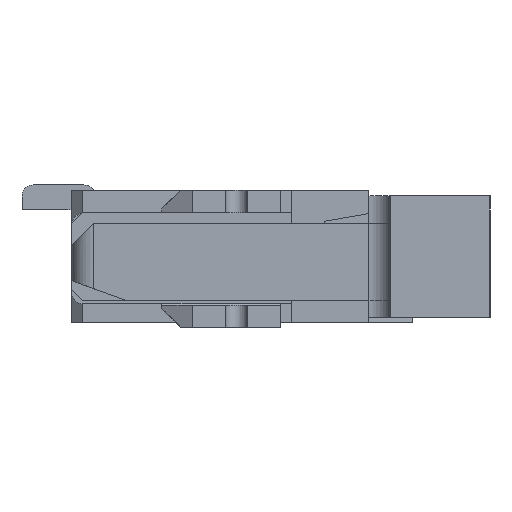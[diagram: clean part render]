
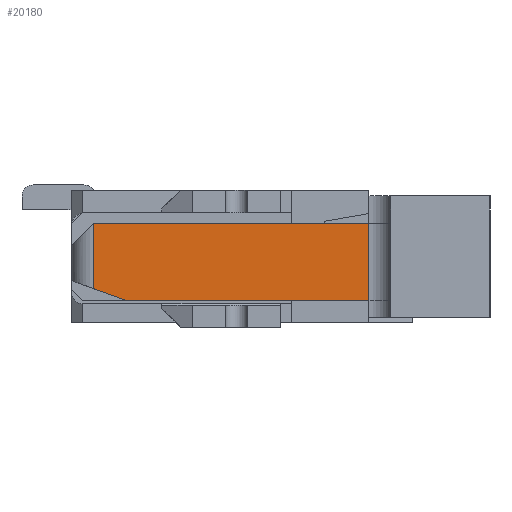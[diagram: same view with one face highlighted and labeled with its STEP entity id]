
A CAD part, left-side view. The second image highlights one B-rep face of the part: STEP entity #20180.
In plain terms, the highlighted planar face has unit normal (-1, 0, 0).
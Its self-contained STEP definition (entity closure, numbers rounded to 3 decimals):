
#5859=ORIENTED_EDGE('',*,*,#9210,.F.);
#5860=ORIENTED_EDGE('',*,*,#9220,.T.);
#5861=ORIENTED_EDGE('',*,*,#9221,.T.);
#5862=ORIENTED_EDGE('',*,*,#9219,.T.);
#5863=ORIENTED_EDGE('',*,*,#9222,.T.);
#9210=EDGE_CURVE('',#11274,#11275,#13838,.T.);
#9219=EDGE_CURVE('',#11278,#11280,#13845,.T.);
#9220=EDGE_CURVE('',#11274,#11281,#13846,.F.);
#9221=EDGE_CURVE('',#11281,#11278,#13847,.T.);
#9222=EDGE_CURVE('',#11280,#11275,#13848,.T.);
#11274=VERTEX_POINT('',#32080);
#11275=VERTEX_POINT('',#32082);
#11278=VERTEX_POINT('',#32093);
#11280=VERTEX_POINT('',#32097);
#11281=VERTEX_POINT('',#32101);
#13838=LINE('',#32081,#16445);
#13845=LINE('',#32098,#16452);
#13846=LINE('',#32100,#16453);
#13847=LINE('',#32102,#16454);
#13848=LINE('',#32103,#16455);
#16445=VECTOR('',#26183,1000.);
#16452=VECTOR('',#26198,1000.);
#16453=VECTOR('',#26201,1000.);
#16454=VECTOR('',#26202,1000.);
#16455=VECTOR('',#26203,1000.);
#17526=EDGE_LOOP('',(#5859,#5860,#5861,#5862,#5863));
#18471=FACE_BOUND('',#17526,.T.);
#19284=PLANE('',#21455);
#20180=ADVANCED_FACE('',(#18471),#19284,.F.);
#21455=AXIS2_PLACEMENT_3D('',#32099,#26199,#26200);
#26183=DIRECTION('',(0.,1.,0.));
#26198=DIRECTION('',(0.,1.,0.));
#26199=DIRECTION('',(1.,0.,0.));
#26200=DIRECTION('',(0.,0.,-1.));
#26201=DIRECTION('',(0.,0.,-1.));
#26202=DIRECTION('',(0.,0.94,0.342));
#26203=DIRECTION('',(0.,0.,-1.));
#32080=CARTESIAN_POINT('',(-8.65,-3.15,-0.3));
#32081=CARTESIAN_POINT('',(-8.65,-3.35,-0.3));
#32082=CARTESIAN_POINT('',(-8.65,-0.65,-0.3));
#32093=CARTESIAN_POINT('',(-8.65,-2.85,0.4));
#32097=CARTESIAN_POINT('',(-8.65,-0.65,0.4));
#32098=CARTESIAN_POINT('',(-8.65,-3.35,0.4));
#32099=CARTESIAN_POINT('',(-8.65,-3.35,0.4));
#32100=CARTESIAN_POINT('',(-8.65,-3.15,0.218));
#32101=CARTESIAN_POINT('',(-8.65,-3.15,0.291));
#32102=CARTESIAN_POINT('',(-8.65,-3.35,0.218));
#32103=CARTESIAN_POINT('',(-8.65,-0.65,0.4));
